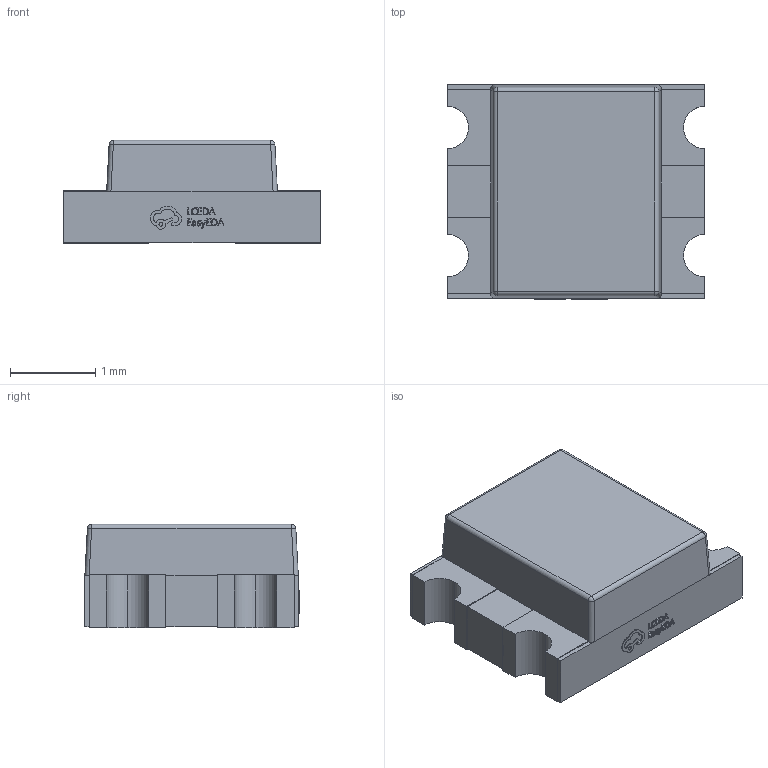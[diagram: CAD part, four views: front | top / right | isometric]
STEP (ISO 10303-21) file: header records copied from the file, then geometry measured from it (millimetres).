
FILE_DESCRIPTION (( 'STEP AP214' ), '1' );
FILE_NAME ('LED-ARRAY-SMD_4P-L3.0-W2.5-H1.5-P1.5.step', '2022-07-08T11:19:39', ( '' ), ( '' ), 'SwSTEP 2.0', 'SolidWorks 2020', '' );
FILE_SCHEMA (( 'AUTOMOTIVE_DESIGN' ));
Length unit declared in the file: millimetre
Products named in the file (1): LED-ARRAY-SMD_4P-L3.0-W2.5-H1.5-P1.5
Bounding box: 3.02 x 2.51 x 1.21 mm (x, y, z)
Volume: 7.2 mm3; surface area: 26.8 mm2
Topology: 1 solids, 1 shells, 355 faces, 965 edges, 638 vertices
Faces by surface type: plane 223, bspline 112, cylinder 16, sphere 4
Entity records: 15583 total; most frequent: CARTESIAN_POINT 4099, ORIENTED_EDGE 1930, DIRECTION 1241, EDGE_CURVE 965, VECTOR 697, LINE 697, VERTEX_POINT 638, EDGE_LOOP 381
